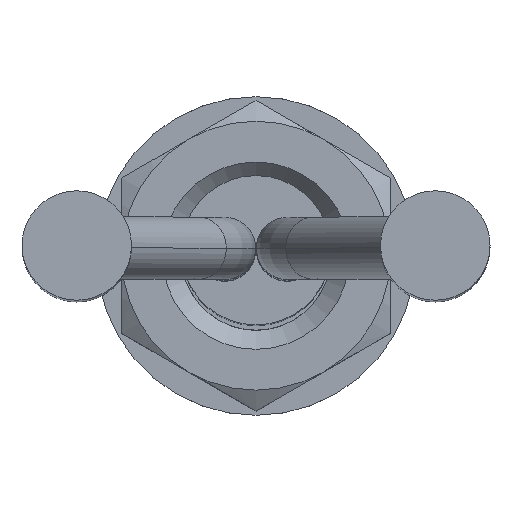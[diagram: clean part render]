
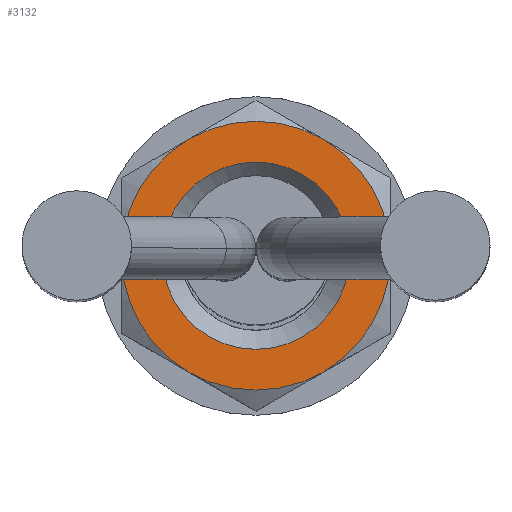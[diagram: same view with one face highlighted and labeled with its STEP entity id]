
A CAD part, top view. The second image highlights one B-rep face of the part: STEP entity #3132.
In plain terms, the highlighted face is planar.
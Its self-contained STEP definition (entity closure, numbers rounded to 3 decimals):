
#2486=CARTESIAN_POINT('',(2.7,-2.3,0.));
#2502=CARTESIAN_POINT('',(1.35,-2.3,
-2.338));
#2546=CARTESIAN_POINT('',(1.35,-2.3,2.338));
#2568=CARTESIAN_POINT('',(-1.35,-2.3,
2.338));
#2590=CARTESIAN_POINT('',(-2.7,-2.3,0.));
#2612=CARTESIAN_POINT('',(-1.35,-2.3,
-2.338));
#2614=CARTESIAN_POINT('',(0.,-2.3,0.));
#2615=DIRECTION('',(0.,1.,0.));
#2616=DIRECTION('',(1.,0.,0.));
#2617=AXIS2_PLACEMENT_3D('',#2614,#2615,#2616);
#2619=CARTESIAN_POINT('',(0.,-2.3,0.));
#2620=DIRECTION('',(0.,1.,0.));
#2621=DIRECTION('',(0.5,0.,-0.866));
#2622=AXIS2_PLACEMENT_3D('',#2619,#2620,#2621);
#2624=CARTESIAN_POINT('',(0.,-2.3,0.));
#2625=DIRECTION('',(0.,1.,0.));
#2626=DIRECTION('',(-0.5,0.,-0.866));
#2627=AXIS2_PLACEMENT_3D('',#2624,#2625,#2626);
#2629=CARTESIAN_POINT('',(0.,-2.3,0.));
#2630=DIRECTION('',(0.,1.,0.));
#2631=DIRECTION('',(-1.,0.,0.));
#2632=AXIS2_PLACEMENT_3D('',#2629,#2630,#2631);
#2634=CARTESIAN_POINT('',(0.,-2.3,0.));
#2635=DIRECTION('',(0.,1.,0.));
#2636=DIRECTION('',(-0.5,0.,0.866));
#2637=AXIS2_PLACEMENT_3D('',#2634,#2635,#2636);
#2639=CARTESIAN_POINT('',(0.,-2.3,0.));
#2640=DIRECTION('',(0.,1.,0.));
#2641=DIRECTION('',(0.5,0.,0.866));
#2642=AXIS2_PLACEMENT_3D('',#2639,#2640,#2641);
#2644=CARTESIAN_POINT('',(0.,-2.3,0.));
#2645=DIRECTION('',(0.,-1.,0.));
#2646=DIRECTION('',(1.,0.,0.));
#2647=AXIS2_PLACEMENT_3D('',#2644,#2645,#2646);
#2649=CARTESIAN_POINT('',(0.,-2.3,0.));
#2650=DIRECTION('',(0.,-1.,0.));
#2651=DIRECTION('',(0.,0.,1.));
#2652=AXIS2_PLACEMENT_3D('',#2649,#2650,#2651);
#2654=CARTESIAN_POINT('',(0.,-2.3,0.));
#2655=DIRECTION('',(0.,-1.,0.));
#2656=DIRECTION('',(-1.,0.,0.));
#2657=AXIS2_PLACEMENT_3D('',#2654,#2655,#2656);
#2659=CARTESIAN_POINT('',(0.,-2.3,0.));
#2660=DIRECTION('',(0.,-1.,0.));
#2661=DIRECTION('',(0.,0.,-1.));
#2662=AXIS2_PLACEMENT_3D('',#2659,#2660,#2661);
#2842=VERTEX_POINT('',#2502);
#2845=VERTEX_POINT('',#2486);
#2846=VERTEX_POINT('',#2612);
#2848=VERTEX_POINT('',#2590);
#2853=VERTEX_POINT('',#2568);
#2855=VERTEX_POINT('',#2546);
#2858=CARTESIAN_POINT('',(0.,-2.3,1.88));
#2859=CARTESIAN_POINT('',(-1.88,-2.3,0.));
#2860=VERTEX_POINT('',#2858);
#2861=VERTEX_POINT('',#2859);
#2862=CARTESIAN_POINT('',(1.88,-2.3,0.));
#2863=VERTEX_POINT('',#2862);
#2864=CARTESIAN_POINT('',(0.,-2.3,-1.88));
#2865=VERTEX_POINT('',#2864);
#3109=CARTESIAN_POINT('',(0.,-2.3,0.));
#3110=DIRECTION('',(0.,1.,0.));
#3111=DIRECTION('',(1.,0.,0.));
#3112=AXIS2_PLACEMENT_3D('',#3109,#3110,#3111);
#3113=PLANE('',#3112);
#3114=ORIENTED_EDGE('',*,*,#2952,.T.);
#3115=ORIENTED_EDGE('',*,*,#3104,.T.);
#3116=ORIENTED_EDGE('',*,*,#3075,.T.);
#3117=ORIENTED_EDGE('',*,*,#3044,.T.);
#3118=ORIENTED_EDGE('',*,*,#3013,.T.);
#3119=ORIENTED_EDGE('',*,*,#2982,.T.);
#3120=EDGE_LOOP('',(#3114,#3115,#3116,#3117,#3118,#3119));
#3121=FACE_OUTER_BOUND('',#3120,.F.);
#3123=ORIENTED_EDGE('',*,*,#3122,.T.);
#3125=ORIENTED_EDGE('',*,*,#3124,.T.);
#3127=ORIENTED_EDGE('',*,*,#3126,.T.);
#3129=ORIENTED_EDGE('',*,*,#3128,.T.);
#3130=EDGE_LOOP('',(#3123,#3125,#3127,#3129));
#3131=FACE_BOUND('',#3130,.F.);
#3132=ADVANCED_FACE('',(#3121,#3131),#3113,.F.);
#2618=CIRCLE('',#2617,2.7);
#2623=CIRCLE('',#2622,2.7);
#2628=CIRCLE('',#2627,2.7);
#2633=CIRCLE('',#2632,2.7);
#2638=CIRCLE('',#2637,2.7);
#2643=CIRCLE('',#2642,2.7);
#2648=CIRCLE('',#2647,1.88);
#2653=CIRCLE('',#2652,1.88);
#2658=CIRCLE('',#2657,1.88);
#2663=CIRCLE('',#2662,1.88);
#2952=EDGE_CURVE('',#2845,#2842,#2618,.T.);
#2982=EDGE_CURVE('',#2855,#2845,#2643,.T.);
#3013=EDGE_CURVE('',#2853,#2855,#2638,.T.);
#3044=EDGE_CURVE('',#2848,#2853,#2633,.T.);
#3075=EDGE_CURVE('',#2846,#2848,#2628,.T.);
#3104=EDGE_CURVE('',#2842,#2846,#2623,.T.);
#3122=EDGE_CURVE('',#2863,#2860,#2648,.T.);
#3124=EDGE_CURVE('',#2860,#2861,#2653,.T.);
#3126=EDGE_CURVE('',#2861,#2865,#2658,.T.);
#3128=EDGE_CURVE('',#2865,#2863,#2663,.T.);
